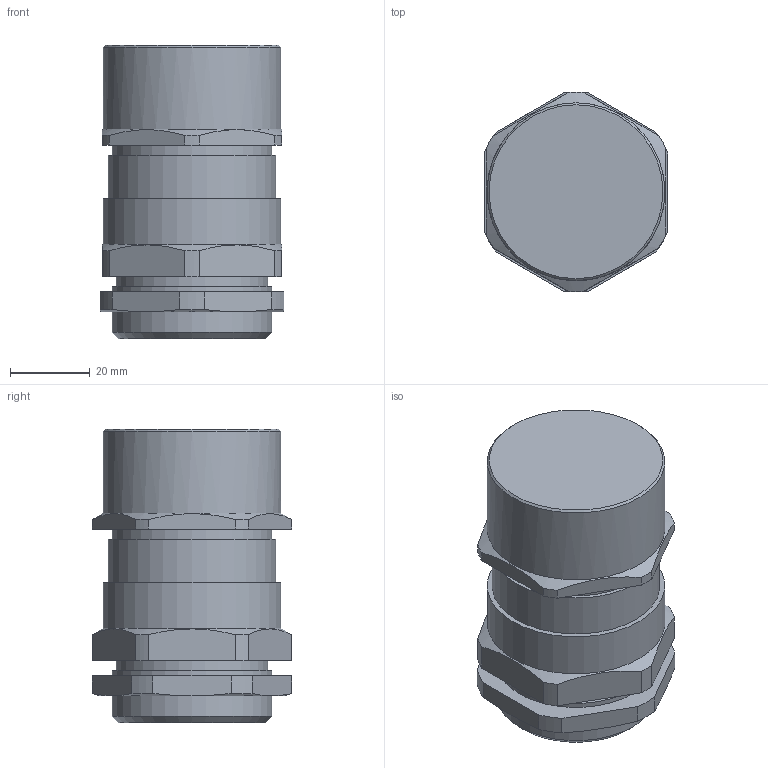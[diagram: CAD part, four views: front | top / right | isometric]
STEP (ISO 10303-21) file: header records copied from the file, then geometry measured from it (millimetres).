
FILE_DESCRIPTION((''),'2;1');
FILE_NAME('КНЕТВ4МGH.stp','2021-05-27T16:41:26',('v.v.tulinov'),(''),'Autodesk Inventor 2012','Autodesk Inventor 2012','');
FILE_SCHEMA(('AUTOMOTIVE_DESIGN { 1 0 10303 214 1 1 1 1 }'));
Length unit declared in the file: millimetre
Products named in the file (1): A2FXRF40_Внешний контур_1
Bounding box: 46 x 49.99 x 73.48 mm (x, y, z)
Volume: 111349 mm3; surface area: 15639.3 mm2
Topology: 1 solids, 1 shells, 62 faces, 155 edges, 102 vertices
Faces by surface type: plane 27, cylinder 25, cone 10
Full cylindrical faces by diameter (mm): 38 x1, 40 x3, 42 x1, 44.5 x2
Entity records: 1857 total; most frequent: CARTESIAN_POINT 365, DIRECTION 296, ORIENTED_EDGE 284, EDGE_CURVE 142, AXIS2_PLACEMENT_3D 121, VERTEX_POINT 100, EDGE_LOOP 80, STYLED_ITEM 63
